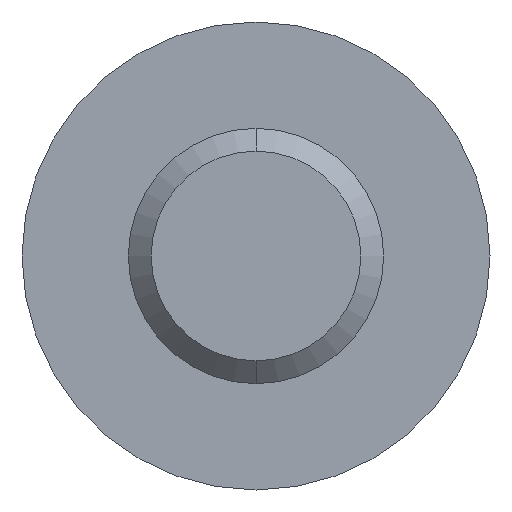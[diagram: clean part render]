
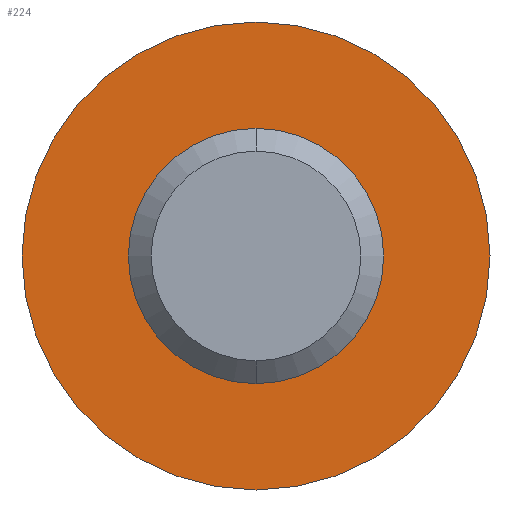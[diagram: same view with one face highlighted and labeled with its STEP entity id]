
A CAD part, front view. The second image highlights one B-rep face of the part: STEP entity #224.
In plain terms, the highlighted planar face has unit normal (0, -1, 0).
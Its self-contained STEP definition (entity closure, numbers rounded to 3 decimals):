
#36 = VERTEX_POINT ( 'NONE', #103 ) ;
#46 = DIRECTION ( 'NONE',  ( 0., 0., -1. ) ) ;
#91 = CARTESIAN_POINT ( 'NONE',  ( 0., -14.1, 0. ) ) ;
#99 = DIRECTION ( 'NONE',  ( 0., -1., 0. ) ) ;
#100 = DIRECTION ( 'NONE',  ( 0., 1., 0. ) ) ;
#103 = CARTESIAN_POINT ( 'NONE',  ( 0., -14.1, 0.6 ) ) ;
#105 = CARTESIAN_POINT ( 'NONE',  ( 0., -14.1, 1.1 ) ) ;
#106 = CARTESIAN_POINT ( 'NONE',  ( 0., -14.1, 0. ) ) ;
#110 = CARTESIAN_POINT ( 'NONE',  ( 0., -14.1, 0. ) ) ;
#134 = AXIS2_PLACEMENT_3D ( 'NONE', #106, #204, #591 ) ;
#194 = CARTESIAN_POINT ( 'NONE',  ( -0.6, -14.1, 0. ) ) ;
#200 = DIRECTION ( 'NONE',  ( 0., 0., 1. ) ) ;
#204 = DIRECTION ( 'NONE',  ( 0., 1., 0. ) ) ;
#209 = ORIENTED_EDGE ( 'NONE', *, *, #417, .F. ) ;
#212 = DIRECTION ( 'NONE',  ( 0., 1., 0. ) ) ;
#224 = ADVANCED_FACE ( 'NONE', ( #258, #369 ), #706, .T. ) ;
#233 = VERTEX_POINT ( 'NONE', #311 ) ;
#255 = EDGE_CURVE ( 'NONE', #36, #707, #557, .T. ) ;
#258 = FACE_BOUND ( 'NONE', #670, .T. ) ;
#284 = CIRCLE ( 'NONE', #629, 1.1 ) ;
#291 = EDGE_LOOP ( 'NONE', ( #209, #523 ) ) ;
#306 = DIRECTION ( 'NONE',  ( 0., 0., 1. ) ) ;
#311 = CARTESIAN_POINT ( 'NONE',  ( 0., -14.1, -1.1 ) ) ;
#369 = FACE_OUTER_BOUND ( 'NONE', #291, .T. ) ;
#388 = EDGE_CURVE ( 'NONE', #233, #422, #284, .T. ) ;
#417 = EDGE_CURVE ( 'NONE', #422, #233, #630, .T. ) ;
#422 = VERTEX_POINT ( 'NONE', #105 ) ;
#488 = ORIENTED_EDGE ( 'NONE', *, *, #255, .T. ) ;
#505 = ORIENTED_EDGE ( 'NONE', *, *, #682, .T. ) ;
#510 = AXIS2_PLACEMENT_3D ( 'NONE', #194, #99, #46 ) ;
#520 = CIRCLE ( 'NONE', #522, 0.6 ) ;
#522 = AXIS2_PLACEMENT_3D ( 'NONE', #91, #524, #306 ) ;
#523 = ORIENTED_EDGE ( 'NONE', *, *, #388, .F. ) ;
#524 = DIRECTION ( 'NONE',  ( 0., 1., 0. ) ) ;
#557 = CIRCLE ( 'NONE', #134, 0.6 ) ;
#591 = DIRECTION ( 'NONE',  ( 0., 0., 1. ) ) ;
#593 = AXIS2_PLACEMENT_3D ( 'NONE', #110, #212, #662 ) ;
#629 = AXIS2_PLACEMENT_3D ( 'NONE', #708, #100, #200 ) ;
#630 = CIRCLE ( 'NONE', #593, 1.1 ) ;
#637 = CARTESIAN_POINT ( 'NONE',  ( 0., -14.1, -0.6 ) ) ;
#662 = DIRECTION ( 'NONE',  ( 0., 0., 1. ) ) ;
#670 = EDGE_LOOP ( 'NONE', ( #488, #505 ) ) ;
#682 = EDGE_CURVE ( 'NONE', #707, #36, #520, .T. ) ;
#706 = PLANE ( 'NONE',  #510 ) ;
#707 = VERTEX_POINT ( 'NONE', #637 ) ;
#708 = CARTESIAN_POINT ( 'NONE',  ( 0., -14.1, 0. ) ) ;
